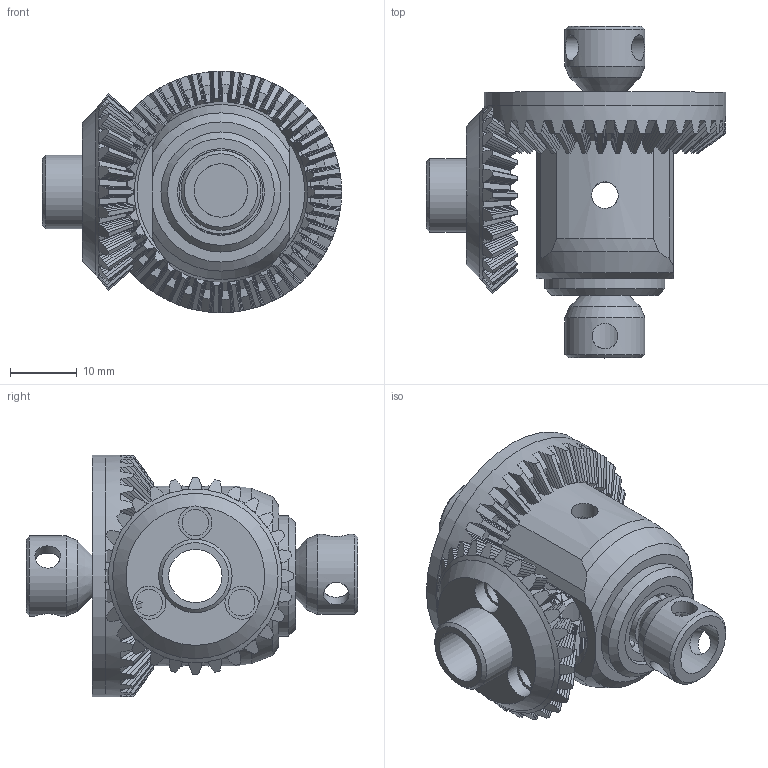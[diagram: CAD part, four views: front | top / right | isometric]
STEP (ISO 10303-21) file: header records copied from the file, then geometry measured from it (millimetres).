
FILE_DESCRIPTION(/* description */ ('','CAx-IF Rec.Pracs.---Representation and Presentation of Product Manufacturing Information (PMI)---4.0---2014-10-13'),/* implementation_level */ '2;1');
FILE_NAME(/* name */ 'Differentiel_MK1.step',/* time_stamp */ '2025-03-27T23:02:11-04:00',/* author */ (''),/* organization */ (''),/* preprocessor_version */ 'ST-DEVELOPER v20',/* originating_system */ 'Autodesk Translation Framework v13.20.0.188',/* authorisation */ '');
FILE_SCHEMA (('AP242_MANAGED_MODEL_BASED_3D_ENGINEERING_MIM_LF { 1 0 10303 442 1 1 4 }'));
Length unit declared in the file: millimetre
Products named in the file (26): Differential; Spider Gear Assembly; Spider Gear; Side Gear; Wheel Shaft Connect L; Wheel Shaft Connect R; Drive + Ring Gear v1; Drive Gear; Shaft Connect; Component9; Carier Plate; Ring Gear; Yoyo Bearing; Yoyo Bearing_1; Part 9; Part 4; Part 3; Part 6; Part 8; Part 2; Part 12; Part 7; Part 11; Part 5; Part 1; Part 10
Assembly tree (39 placements, depth 4):
  Differential
    Spider Gear Assembly
      Side Gear  x2
      Spider Gear  x2
      Wheel Shaft Connect L
      Wheel Shaft Connect R
    Drive + Ring Gear v1
      Drive Gear
        Shaft Connect
        Component9
      Carier Plate
      Ring Gear
    Yoyo Bearing
      Part 9
      Part 4
      Part 3
      Part 6
      Part 8
      Part 2
      Part 12
      Part 7
      Part 11
      Part 5
      Part 1
      Part 10
    Yoyo Bearing_1
      Part 9
      Part 4
      Part 3
      Part 6
      Part 8
      Part 2
      Part 12
      Part 7
      Part 11
      Part 5
      Part 1
      Part 10
Bounding box: 44.88 x 49.77 x 36.19 mm (x, y, z)
Volume: 14887.2 mm3; surface area: 17884.4 mm2
Topology: 34 solids, 34 shells, 2350 faces, 6724 edges, 4408 vertices
Faces by surface type: plane 2079, cone 189, cylinder 48, sphere 20, bspline 14
Full cylindrical faces by diameter (mm): 3 x2, 3.75 x2, 3.85 x6, 4 x5, 5 x3, 6 x2, 6.2 x2, 7.6 x2, 8 x6, 10 x2, 11 x1, 12 x2, 12.5 x2, 13 x3, 18 x1, 27 x1, 36.192 x2
Entity records: 58067 total; most frequent: CARTESIAN_POINT 11405, ORIENTED_EDGE 9968, DIRECTION 9200, EDGE_CURVE 4984, LINE 3880, VECTOR 3880, VERTEX_POINT 3284, AXIS2_PLACEMENT_3D 2660
